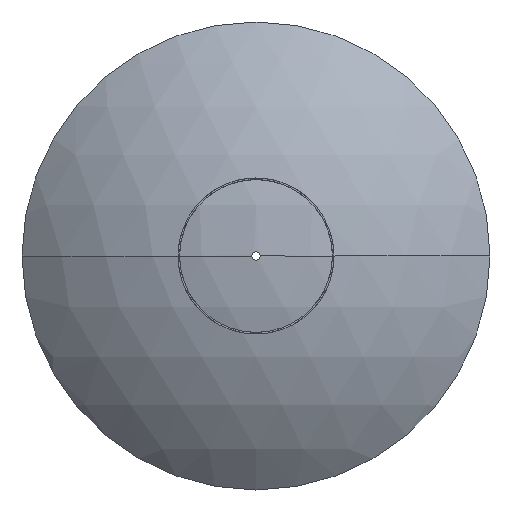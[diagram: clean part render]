
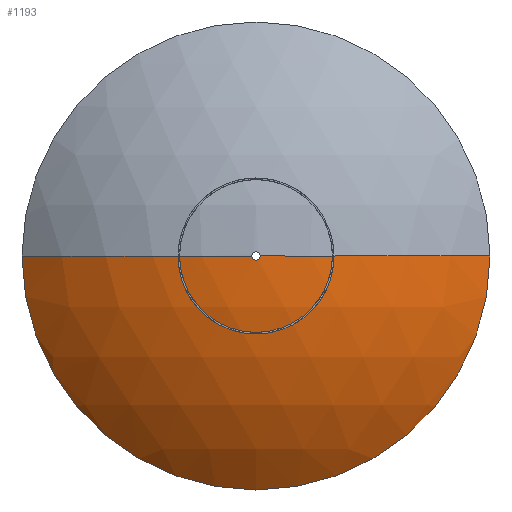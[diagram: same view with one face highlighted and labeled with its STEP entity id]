
A CAD part, front view. The second image highlights one B-rep face of the part: STEP entity #1193.
In plain terms, the highlighted spherical face has radius 1123.47 mm.
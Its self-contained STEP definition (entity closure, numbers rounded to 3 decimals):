
#9 = ORIENTED_EDGE ( 'NONE', *, *, #2032, .F. ) ;
#11 = CARTESIAN_POINT ( 'NONE',  ( 0., 287., 0. ) ) ;
#20 = DIRECTION ( 'NONE',  ( 0., 0., 1. ) ) ;
#21 = CIRCLE ( 'NONE', #926, 13.5 ) ;
#64 = CARTESIAN_POINT ( 'NONE',  ( 0., 1123.465, 0. ) ) ;
#132 = VERTEX_POINT ( 'NONE', #2247 ) ;
#137 = CIRCLE ( 'NONE', #1264, 1123.465 ) ;
#181 = EDGE_CURVE ( 'NONE', #132, #1250, #626, .T. ) ;
#270 = EDGE_CURVE ( 'NONE', #694, #132, #137, .T. ) ;
#297 = CARTESIAN_POINT ( 'NONE',  ( 13.5, 0.081, 0. ) ) ;
#302 = DIRECTION ( 'NONE',  ( 0., 0., 1. ) ) ;
#333 = VERTEX_POINT ( 'NONE', #2306 ) ;
#427 = DIRECTION ( 'NONE',  ( 0., 0., 1. ) ) ;
#485 = CARTESIAN_POINT ( 'NONE',  ( 0., 1123.465, 0. ) ) ;
#545 = AXIS2_PLACEMENT_3D ( 'NONE', #11, #2194, #722 ) ;
#626 = CIRCLE ( 'NONE', #545, 750. ) ;
#641 = DIRECTION ( 'NONE',  ( 0., 0., 1. ) ) ;
#694 = VERTEX_POINT ( 'NONE', #297 ) ;
#722 = DIRECTION ( 'NONE',  ( -1., 0., 0. ) ) ;
#773 = SPHERICAL_SURFACE ( 'NONE', #1800, 1123.465 ) ;
#775 = ORIENTED_EDGE ( 'NONE', *, *, #1761, .F. ) ;
#807 = FACE_OUTER_BOUND ( 'NONE', #928, .T. ) ;
#827 = ORIENTED_EDGE ( 'NONE', *, *, #270, .F. ) ;
#926 = AXIS2_PLACEMENT_3D ( 'NONE', #945, #1768, #20 ) ;
#928 = EDGE_LOOP ( 'NONE', ( #827, #9, #775, #1660, #1580 ) ) ;
#945 = CARTESIAN_POINT ( 'NONE',  ( 0., 0.081, 0. ) ) ;
#1046 = CIRCLE ( 'NONE', #1950, 1123.465 ) ;
#1148 = CARTESIAN_POINT ( 'NONE',  ( -13.5, 0.081, 0. ) ) ;
#1193 = ADVANCED_FACE ( 'NONE', ( #807 ), #773, .T. ) ;
#1214 = VERTEX_POINT ( 'NONE', #1148 ) ;
#1228 = CIRCLE ( 'NONE', #1303, 13.5 ) ;
#1250 = VERTEX_POINT ( 'NONE', #1670 ) ;
#1264 = AXIS2_PLACEMENT_3D ( 'NONE', #64, #641, #1339 ) ;
#1303 = AXIS2_PLACEMENT_3D ( 'NONE', #1546, #1904, #302 ) ;
#1339 = DIRECTION ( 'NONE',  ( 1., 0., 0. ) ) ;
#1546 = CARTESIAN_POINT ( 'NONE',  ( 0., 0.081, 0. ) ) ;
#1580 = ORIENTED_EDGE ( 'NONE', *, *, #181, .F. ) ;
#1660 = ORIENTED_EDGE ( 'NONE', *, *, #1790, .T. ) ;
#1670 = CARTESIAN_POINT ( 'NONE',  ( -750., 287., 0. ) ) ;
#1698 = DIRECTION ( 'NONE',  ( -1., 0., 0. ) ) ;
#1719 = DIRECTION ( 'NONE',  ( 0., 0., -1. ) ) ;
#1746 = DIRECTION ( 'NONE',  ( -1., 0., 0. ) ) ;
#1761 = EDGE_CURVE ( 'NONE', #1214, #333, #1228, .T. ) ;
#1768 = DIRECTION ( 'NONE',  ( 0., -1., 0. ) ) ;
#1790 = EDGE_CURVE ( 'NONE', #1214, #1250, #1046, .T. ) ;
#1800 = AXIS2_PLACEMENT_3D ( 'NONE', #2027, #427, #1698 ) ;
#1904 = DIRECTION ( 'NONE',  ( 0., -1., 0. ) ) ;
#1950 = AXIS2_PLACEMENT_3D ( 'NONE', #485, #1719, #1746 ) ;
#2027 = CARTESIAN_POINT ( 'NONE',  ( 0., 1123.465, 0. ) ) ;
#2032 = EDGE_CURVE ( 'NONE', #333, #694, #21, .T. ) ;
#2194 = DIRECTION ( 'NONE',  ( 0., 1., 0. ) ) ;
#2247 = CARTESIAN_POINT ( 'NONE',  ( 750., 287., 0. ) ) ;
#2306 = CARTESIAN_POINT ( 'NONE',  ( 0., 0.081, -13.5 ) ) ;
